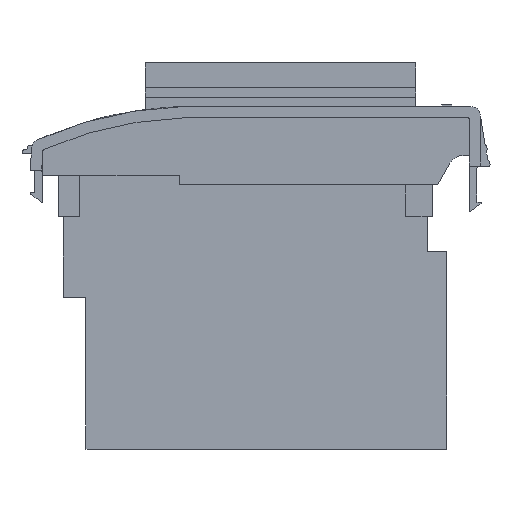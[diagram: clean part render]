
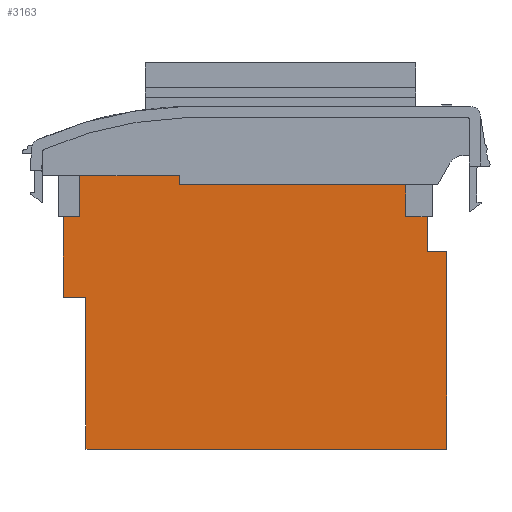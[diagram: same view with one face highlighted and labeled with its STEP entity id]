
A CAD part, left-side view. The second image highlights one B-rep face of the part: STEP entity #3163.
In plain terms, the highlighted planar face has unit normal (-1, 0, 0).
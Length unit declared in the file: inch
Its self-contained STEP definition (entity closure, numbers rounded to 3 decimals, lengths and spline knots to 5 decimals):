
#175 = CARTESIAN_POINT ( 'NONE',  ( 1.84006, 3.84348, -1.295 ) ) ;
#176 = DIRECTION ( 'NONE',  ( 0., 1., 0. ) ) ;
#177 = VECTOR ( 'NONE', #176, 39.37008 ) ;
#178 = CARTESIAN_POINT ( 'NONE',  ( 1.84006, 1.46848, -1.295 ) ) ;
#179 = LINE ( 'NONE', #178, #177 ) ;
#180 = CARTESIAN_POINT ( 'NONE',  ( 1.84006, 3.99348, -0.295 ) ) ;
#181 = DIRECTION ( 'NONE',  ( 0., 1., 0. ) ) ;
#182 = VECTOR ( 'NONE', #181, 39.37008 ) ;
#183 = CARTESIAN_POINT ( 'NONE',  ( 1.84006, 3.99348, -0.295 ) ) ;
#184 = LINE ( 'NONE', #183, #182 ) ;
#241 = CARTESIAN_POINT ( 'NONE',  ( 1.84006, 3.84348, -0.295 ) ) ;
#242 = DIRECTION ( 'NONE',  ( 0., 0., 1. ) ) ;
#243 = VECTOR ( 'NONE', #242, 39.37008 ) ;
#244 = CARTESIAN_POINT ( 'NONE',  ( 1.84006, 3.84348, -0.295 ) ) ;
#245 = LINE ( 'NONE', #244, #243 ) ;
#274 = CARTESIAN_POINT ( 'NONE',  ( 1.84006, 1.46848, -1.295 ) ) ;
#288 = DIRECTION ( 'NONE',  ( 0., -1., 0. ) ) ;
#289 = VECTOR ( 'NONE', #288, 39.37008 ) ;
#290 = CARTESIAN_POINT ( 'NONE',  ( 1.84006, 1.46848, 0.005 ) ) ;
#291 = LINE ( 'NONE', #290, #289 ) ;
#372 = DIRECTION ( 'NONE',  ( 0., 0., 1. ) ) ;
#373 = VECTOR ( 'NONE', #372, 39.37008 ) ;
#374 = CARTESIAN_POINT ( 'NONE',  ( 1.84006, 3.99348, 0.735 ) ) ;
#375 = LINE ( 'NONE', #374, #373 ) ;
#386 = DIRECTION ( 'NONE',  ( 0., 0., 1. ) ) ;
#387 = DIRECTION ( 'NONE',  ( -1., 0., 0. ) ) ;
#388 = CARTESIAN_POINT ( 'NONE',  ( 1.84006, 3.84348, -1.295 ) ) ;
#389 = AXIS2_PLACEMENT_3D ( 'NONE', #388, #387, #386 ) ;
#390 = PLANE ( 'NONE',  #389 ) ;
#407 = FACE_OUTER_BOUND ( 'NONE', #3164, .T. ) ;
#436 = CARTESIAN_POINT ( 'NONE',  ( 1.84006, 1.73848, 0.235 ) ) ;
#437 = DIRECTION ( 'NONE',  ( 0., 0., 1. ) ) ;
#438 = VECTOR ( 'NONE', #437, 39.37008 ) ;
#439 = CARTESIAN_POINT ( 'NONE',  ( 1.84006, 1.73848, 0.235 ) ) ;
#440 = LINE ( 'NONE', #439, #438 ) ;
#467 = CARTESIAN_POINT ( 'NONE',  ( 1.84006, 1.46848, 0.005 ) ) ;
#482 = CARTESIAN_POINT ( 'NONE',  ( 1.84006, 1.59848, 0.005 ) ) ;
#483 = DIRECTION ( 'NONE',  ( 0., 0., -1. ) ) ;
#484 = VECTOR ( 'NONE', #483, 39.37008 ) ;
#485 = CARTESIAN_POINT ( 'NONE',  ( 1.84006, 1.59848, 0.005 ) ) ;
#486 = LINE ( 'NONE', #485, #484 ) ;
#487 = DIRECTION ( 'NONE',  ( 0., 0., -1. ) ) ;
#488 = VECTOR ( 'NONE', #487, 39.37008 ) ;
#489 = CARTESIAN_POINT ( 'NONE',  ( 1.84006, 1.46848, 0.005 ) ) ;
#490 = LINE ( 'NONE', #489, #488 ) ;
#552 = DIRECTION ( 'NONE',  ( 0., -1., 0. ) ) ;
#553 = VECTOR ( 'NONE', #552, 39.37008 ) ;
#554 = CARTESIAN_POINT ( 'NONE',  ( 1.84006, 3.84348, 0.235 ) ) ;
#558 = LINE ( 'NONE', #554, #553 ) ;
#3083 = EDGE_CURVE ( 'NONE', #3101, #3084, #184, .T. ) ;
#3084 = VERTEX_POINT ( 'NONE', #180 ) ;
#3087 = EDGE_CURVE ( 'NONE', #3113, #3088, #179, .T. ) ;
#3088 = VERTEX_POINT ( 'NONE', #175 ) ;
#3100 = EDGE_CURVE ( 'NONE', #3088, #3101, #245, .T. ) ;
#3101 = VERTEX_POINT ( 'NONE', #241 ) ;
#3113 = VERTEX_POINT ( 'NONE', #274 ) ;
#3127 = EDGE_CURVE ( 'NONE', #3199, #3183, #291, .T. ) ;
#3152 = EDGE_CURVE ( 'NONE', #3084, #4703, #375, .T. ) ;
#3163 = ADVANCED_FACE ( 'NONE', ( #407 ), #390, .T. ) ;
#3164 = EDGE_LOOP ( 'NONE', ( #3165, #3168, #3169, #3170, #3171, #3233, #3234, #3235, #3236, #3237, #3238, #3239 ) ) ;
#3165 = ORIENTED_EDGE ( 'NONE', *, *, #3166, .T. ) ;
#3166 = EDGE_CURVE ( 'NONE', #3167, #5933, #440, .T. ) ;
#3167 = VERTEX_POINT ( 'NONE', #436 ) ;
#3168 = ORIENTED_EDGE ( 'NONE', *, *, #5932, .F. ) ;
#3169 = ORIENTED_EDGE ( 'NONE', *, *, #6004, .F. ) ;
#3170 = ORIENTED_EDGE ( 'NONE', *, *, #5987, .F. ) ;
#3171 = ORIENTED_EDGE ( 'NONE', *, *, #3152, .F. ) ;
#3183 = VERTEX_POINT ( 'NONE', #467 ) ;
#3193 = EDGE_CURVE ( 'NONE', #3183, #3113, #490, .T. ) ;
#3198 = EDGE_CURVE ( 'NONE', #4791, #3199, #486, .T. ) ;
#3199 = VERTEX_POINT ( 'NONE', #482 ) ;
#3233 = ORIENTED_EDGE ( 'NONE', *, *, #3083, .F. ) ;
#3234 = ORIENTED_EDGE ( 'NONE', *, *, #3100, .F. ) ;
#3235 = ORIENTED_EDGE ( 'NONE', *, *, #3087, .F. ) ;
#3236 = ORIENTED_EDGE ( 'NONE', *, *, #3193, .F. ) ;
#3237 = ORIENTED_EDGE ( 'NONE', *, *, #3127, .F. ) ;
#3238 = ORIENTED_EDGE ( 'NONE', *, *, #3198, .F. ) ;
#3239 = ORIENTED_EDGE ( 'NONE', *, *, #3240, .F. ) ;
#3240 = EDGE_CURVE ( 'NONE', #3167, #4791, #558, .T. ) ;
#4703 = VERTEX_POINT ( 'NONE', #7398 ) ;
#4791 = VERTEX_POINT ( 'NONE', #7723 ) ;
#5932 = EDGE_CURVE ( 'NONE', #6013, #5933, #12147, .T. ) ;
#5933 = VERTEX_POINT ( 'NONE', #12140 ) ;
#5987 = EDGE_CURVE ( 'NONE', #4703, #6002, #12313, .T. ) ;
#6002 = VERTEX_POINT ( 'NONE', #12385 ) ;
#6004 = EDGE_CURVE ( 'NONE', #6002, #6013, #12384, .T. ) ;
#6013 = VERTEX_POINT ( 'NONE', #12468 ) ;
#7398 = CARTESIAN_POINT ( 'NONE',  ( 1.84006, 3.99348, 0.505 ) ) ;
#7723 = CARTESIAN_POINT ( 'NONE',  ( 1.84006, 1.59848, 0.235 ) ) ;
#12140 = CARTESIAN_POINT ( 'NONE',  ( 1.84006, 1.73848, 0.445 ) ) ;
#12142 = DIRECTION ( 'NONE',  ( 0., -1., 0. ) ) ;
#12144 = VECTOR ( 'NONE', #12142, 39.37008 ) ;
#12146 = CARTESIAN_POINT ( 'NONE',  ( 1.84006, 1.52916, 0.445 ) ) ;
#12147 = LINE ( 'NONE', #12146, #12144 ) ;
#12310 = DIRECTION ( 'NONE',  ( 0., -1., 0. ) ) ;
#12311 = VECTOR ( 'NONE', #12310, 39.37008 ) ;
#12312 = CARTESIAN_POINT ( 'NONE',  ( 1.84006, 3.22916, 0.505 ) ) ;
#12313 = LINE ( 'NONE', #12312, #12311 ) ;
#12381 = DIRECTION ( 'NONE',  ( 0., 0., -1. ) ) ;
#12382 = VECTOR ( 'NONE', #12381, 39.37008 ) ;
#12383 = CARTESIAN_POINT ( 'NONE',  ( 1.84006, 3.22916, 0.445 ) ) ;
#12384 = LINE ( 'NONE', #12383, #12382 ) ;
#12385 = CARTESIAN_POINT ( 'NONE',  ( 1.84006, 3.22916, 0.505 ) ) ;
#12468 = CARTESIAN_POINT ( 'NONE',  ( 1.84006, 3.22916, 0.445 ) ) ;
